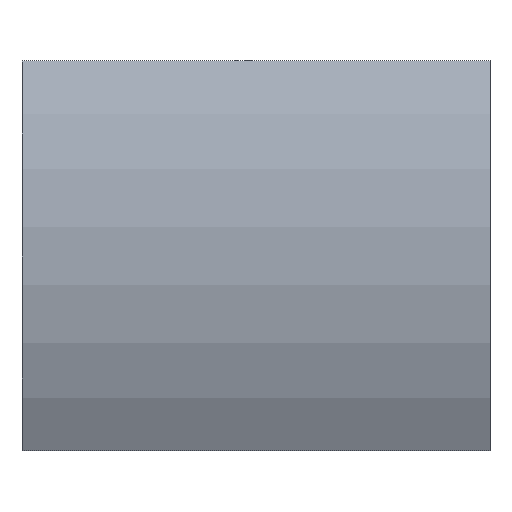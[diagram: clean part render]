
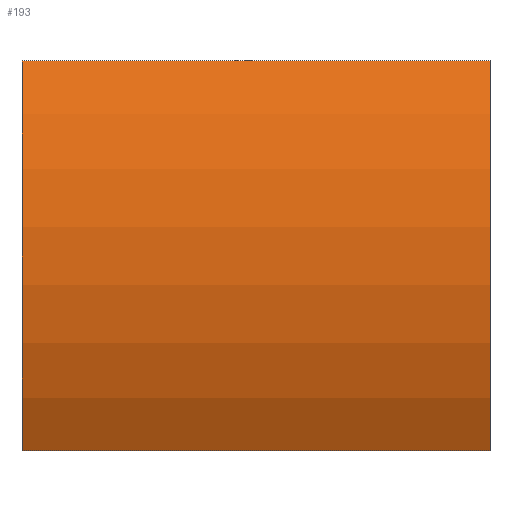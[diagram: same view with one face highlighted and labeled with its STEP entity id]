
A CAD part, left-side view. The second image highlights one B-rep face of the part: STEP entity #193.
In plain terms, the highlighted cylindrical face has radius 10.34 mm (diameter 20.68 mm), a partial arc.
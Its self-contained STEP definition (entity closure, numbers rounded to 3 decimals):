
#2 = CARTESIAN_POINT ( 'NONE',  ( -4.696, 0., -5. ) ) ;
#3 = VERTEX_POINT ( 'NONE', #68 ) ;
#5 = DIRECTION ( 'NONE',  ( 0., -1., 0. ) ) ;
#19 = DIRECTION ( 'NONE',  ( 0., 0., 1. ) ) ;
#21 = ORIENTED_EDGE ( 'NONE', *, *, #148, .T. ) ;
#22 = VERTEX_POINT ( 'NONE', #2 ) ;
#33 = VERTEX_POINT ( 'NONE', #79 ) ;
#35 = EDGE_CURVE ( 'NONE', #33, #3, #58, .T. ) ;
#48 = EDGE_LOOP ( 'NONE', ( #21, #159, #88, #71 ) ) ;
#49 = CIRCLE ( 'NONE', #128, 10.34 ) ;
#54 = DIRECTION ( 'NONE',  ( 0., -1., 0. ) ) ;
#58 = CIRCLE ( 'NONE', #123, 10.34 ) ;
#68 = CARTESIAN_POINT ( 'NONE',  ( -4.696, 12., 5. ) ) ;
#71 = ORIENTED_EDGE ( 'NONE', *, *, #164, .T. ) ;
#74 = CARTESIAN_POINT ( 'NONE',  ( -4.696, 0., 5. ) ) ;
#77 = VECTOR ( 'NONE', #5, 1000. ) ;
#79 = CARTESIAN_POINT ( 'NONE',  ( -4.696, 12., -5. ) ) ;
#88 = ORIENTED_EDGE ( 'NONE', *, *, #35, .F. ) ;
#99 = VERTEX_POINT ( 'NONE', #74 ) ;
#101 = DIRECTION ( 'NONE',  ( 0., 1., 0. ) ) ;
#106 = CYLINDRICAL_SURFACE ( 'NONE', #171, 10.34 ) ;
#115 = DIRECTION ( 'NONE',  ( 0., 0., -1. ) ) ;
#117 = DIRECTION ( 'NONE',  ( 0., 1., 0. ) ) ;
#123 = AXIS2_PLACEMENT_3D ( 'NONE', #135, #117, #19 ) ;
#125 = CARTESIAN_POINT ( 'NONE',  ( 4.355, 0., 0. ) ) ;
#128 = AXIS2_PLACEMENT_3D ( 'NONE', #125, #101, #195 ) ;
#133 = CARTESIAN_POINT ( 'NONE',  ( -4.696, 12., 5. ) ) ;
#135 = CARTESIAN_POINT ( 'NONE',  ( 4.355, 12., 0. ) ) ;
#148 = EDGE_CURVE ( 'NONE', #22, #99, #49, .T. ) ;
#156 = CARTESIAN_POINT ( 'NONE',  ( -4.696, 12., -5. ) ) ;
#159 = ORIENTED_EDGE ( 'NONE', *, *, #172, .F. ) ;
#164 = EDGE_CURVE ( 'NONE', #33, #22, #199, .T. ) ;
#171 = AXIS2_PLACEMENT_3D ( 'NONE', #188, #203, #115 ) ;
#172 = EDGE_CURVE ( 'NONE', #3, #99, #177, .T. ) ;
#177 = LINE ( 'NONE', #133, #185 ) ;
#185 = VECTOR ( 'NONE', #54, 1000. ) ;
#188 = CARTESIAN_POINT ( 'NONE',  ( 4.355, 12., 0. ) ) ;
#191 = FACE_OUTER_BOUND ( 'NONE', #48, .T. ) ;
#193 = ADVANCED_FACE ( 'NONE', ( #191 ), #106, .T. ) ;
#195 = DIRECTION ( 'NONE',  ( 0., 0., 1. ) ) ;
#199 = LINE ( 'NONE', #156, #77 ) ;
#203 = DIRECTION ( 'NONE',  ( 0., -1., 0. ) ) ;
